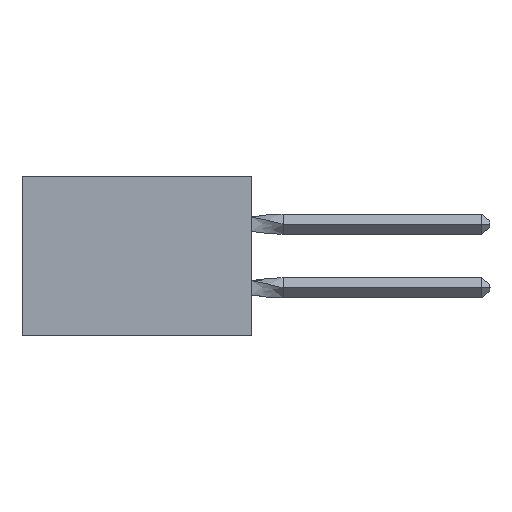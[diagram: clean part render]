
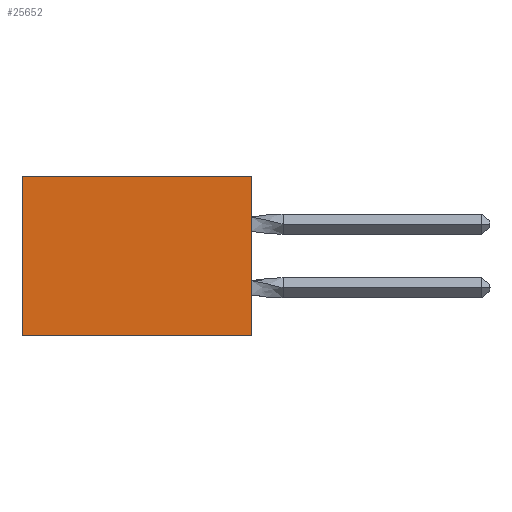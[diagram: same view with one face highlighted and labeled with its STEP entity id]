
A CAD part, left-side view. The second image highlights one B-rep face of the part: STEP entity #25652.
In plain terms, the highlighted planar face has unit normal (-1, 0, 0).
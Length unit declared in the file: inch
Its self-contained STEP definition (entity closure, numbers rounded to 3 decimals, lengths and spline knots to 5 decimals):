
#265 = EDGE_CURVE ( 'NONE', #22487, #10808, #12995, .T. ) ;
#323 = ORIENTED_EDGE ( 'NONE', *, *, #22072, .T. ) ;
#737 = CARTESIAN_POINT ( 'NONE',  ( 0.305, 0., 0. ) ) ;
#777 = CARTESIAN_POINT ( 'NONE',  ( 0.305, 0.72, 0. ) ) ;
#3376 = CARTESIAN_POINT ( 'NONE',  ( 0.305, 0., 0. ) ) ;
#3440 = CARTESIAN_POINT ( 'NONE',  ( 0.305, 0., -0.5 ) ) ;
#3844 = PLANE ( 'NONE',  #27424 ) ;
#5096 = ORIENTED_EDGE ( 'NONE', *, *, #6361, .F. ) ;
#5328 = ORIENTED_EDGE ( 'NONE', *, *, #265, .T. ) ;
#5737 = VECTOR ( 'NONE', #10419, 39.37008 ) ;
#6361 = EDGE_CURVE ( 'NONE', #28688, #28933, #9506, .T. ) ;
#7632 = DIRECTION ( 'NONE',  ( 0., 0., -1. ) ) ;
#9506 = LINE ( 'NONE', #3440, #19378 ) ;
#9764 = VECTOR ( 'NONE', #29059, 39.37008 ) ;
#10419 = DIRECTION ( 'NONE',  ( 0., 1., 0. ) ) ;
#10808 = VERTEX_POINT ( 'NONE', #777 ) ;
#12995 = LINE ( 'NONE', #3376, #5737 ) ;
#15017 = CARTESIAN_POINT ( 'NONE',  ( 0.305, 0.72, -0.5 ) ) ;
#16846 = FACE_OUTER_BOUND ( 'NONE', #19617, .T. ) ;
#18599 = CARTESIAN_POINT ( 'NONE',  ( 0.305, 0.72, -0.5 ) ) ;
#19378 = VECTOR ( 'NONE', #19632, 39.37008 ) ;
#19617 = EDGE_LOOP ( 'NONE', ( #323, #5096, #30074, #5328 ) ) ;
#19632 = DIRECTION ( 'NONE',  ( 0., 1., 0. ) ) ;
#20551 = DIRECTION ( 'NONE',  ( 0., 0., -1. ) ) ;
#22072 = EDGE_CURVE ( 'NONE', #10808, #28933, #29110, .T. ) ;
#22302 = EDGE_CURVE ( 'NONE', #22487, #28688, #29469, .T. ) ;
#22487 = VERTEX_POINT ( 'NONE', #737 ) ;
#23126 = CARTESIAN_POINT ( 'NONE',  ( 0.305, 0., -0.5 ) ) ;
#24038 = VECTOR ( 'NONE', #7632, 39.37008 ) ;
#24868 = CARTESIAN_POINT ( 'NONE',  ( 0.305, 0., -0.5 ) ) ;
#25652 = ADVANCED_FACE ( 'NONE', ( #16846 ), #3844, .F. ) ;
#27424 = AXIS2_PLACEMENT_3D ( 'NONE', #24868, #27471, #20551 ) ;
#27471 = DIRECTION ( 'NONE',  ( 1., 0., 0. ) ) ;
#28688 = VERTEX_POINT ( 'NONE', #23126 ) ;
#28706 = CARTESIAN_POINT ( 'NONE',  ( 0.305, 0., -0.5 ) ) ;
#28933 = VERTEX_POINT ( 'NONE', #18599 ) ;
#29059 = DIRECTION ( 'NONE',  ( 0., 0., -1. ) ) ;
#29110 = LINE ( 'NONE', #15017, #9764 ) ;
#29469 = LINE ( 'NONE', #28706, #24038 ) ;
#30074 = ORIENTED_EDGE ( 'NONE', *, *, #22302, .F. ) ;
